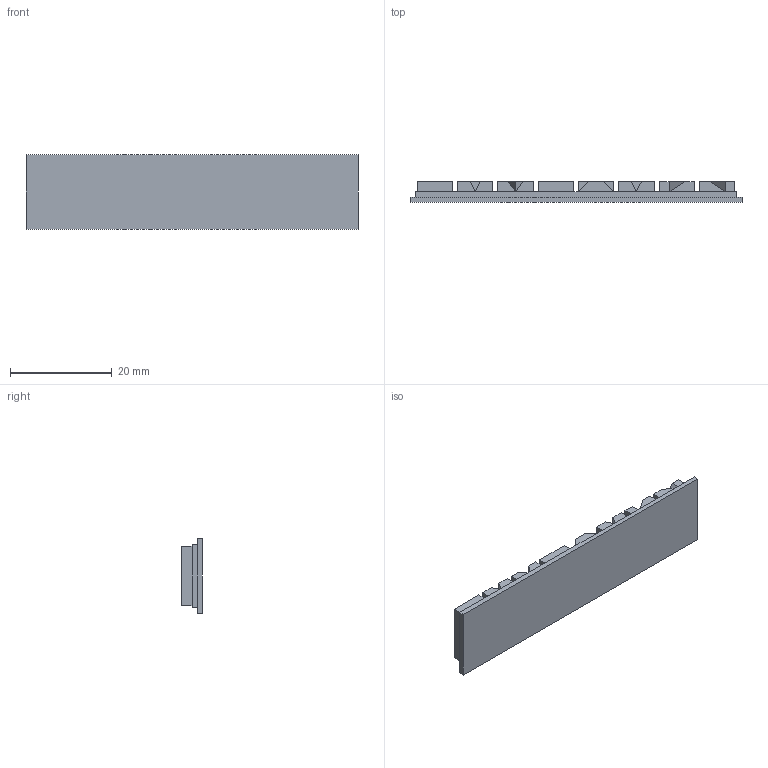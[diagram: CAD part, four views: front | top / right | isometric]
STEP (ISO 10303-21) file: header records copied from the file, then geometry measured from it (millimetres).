
FILE_DESCRIPTION(/* description */ (''),/* implementation_level */ '2;1');
FILE_NAME(/* name */ 'badge.step',/* time_stamp */ '2025-11-14T03:07:01-05:00',/* author */ (''),/* organization */ (''),/* preprocessor_version */ 'ST-DEVELOPER v20.1',/* originating_system */ 'Autodesk Translation Framework v14.10.0.0',/* authorisation */ '');
FILE_SCHEMA (('AUTOMOTIVE_DESIGN { 1 0 10303 214 3 1 1 }'));
Length unit declared in the file: millimetre
Products named in the file (3): v3-mockup; Top Shell; badge
Assembly tree (2 placements, depth 3):
  v3-mockup
    Top Shell
      badge
Bounding box: 65.4 x 4 x 14.6 mm (x, y, z)
Volume: 2905.6 mm3; surface area: 2909.5 mm2
Topology: 1 solids, 1 shells, 109 faces, 274 edges, 178 vertices
Faces by surface type: plane 109
Entity records: 3291 total; most frequent: CARTESIAN_POINT 566, ORIENTED_EDGE 548, DIRECTION 502, LINE 274, VECTOR 274, EDGE_CURVE 274, VERTEX_POINT 178, EDGE_LOOP 120
